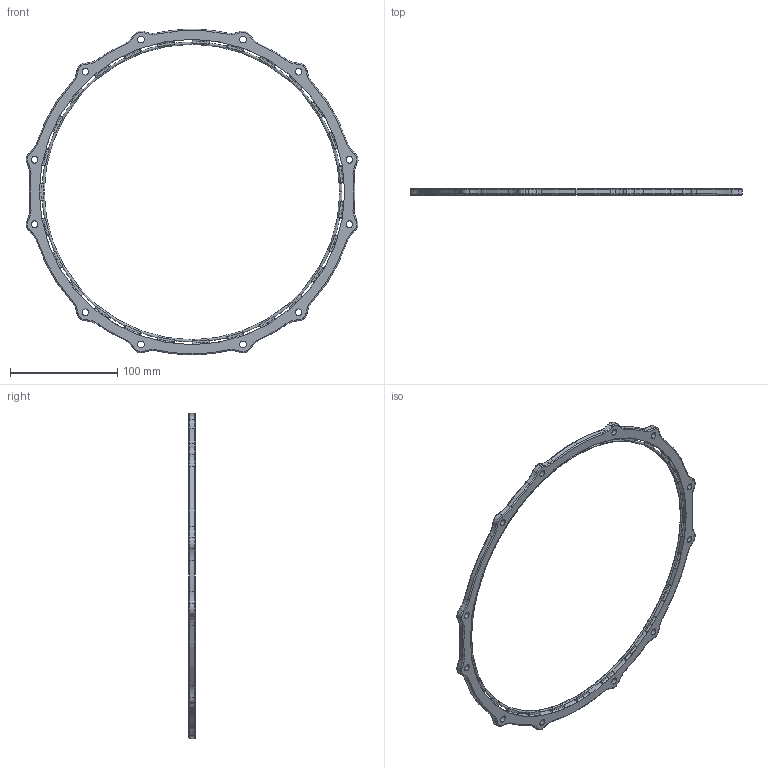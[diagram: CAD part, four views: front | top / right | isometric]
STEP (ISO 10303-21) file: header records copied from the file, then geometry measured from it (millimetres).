
FILE_DESCRIPTION (( 'STEP AP214' ), '1' );
FILE_NAME ('F5-08.0701-Support_Membrane-V02.STEP', '2021-03-24T14:52:25', ( '' ), ( '' ), 'SwSTEP 2.0', 'SolidWorks 2021', '' );
FILE_SCHEMA (( 'AUTOMOTIVE_DESIGN' ));
Length unit declared in the file: millimetre
Products named in the file (1): F5-08.0701-Support_Membrane-V02
Bounding box: 309.92 x 6 x 304 mm (x, y, z)
Volume: 61904.7 mm3; surface area: 36887.1 mm2
Topology: 1 solids, 1 shells, 961 faces, 2536 edges, 1332 vertices
Faces by surface type: bspline 378, cylinder 255, torus 218, plane 110
Entity records: 39807 total; most frequent: CARTESIAN_POINT 19738, ORIENTED_EDGE 4640, DIRECTION 3761, EDGE_CURVE 2320, AXIS2_PLACEMENT_3D 1671, VERTEX_POINT 1332, CIRCLE 1087, EDGE_LOOP 1012
